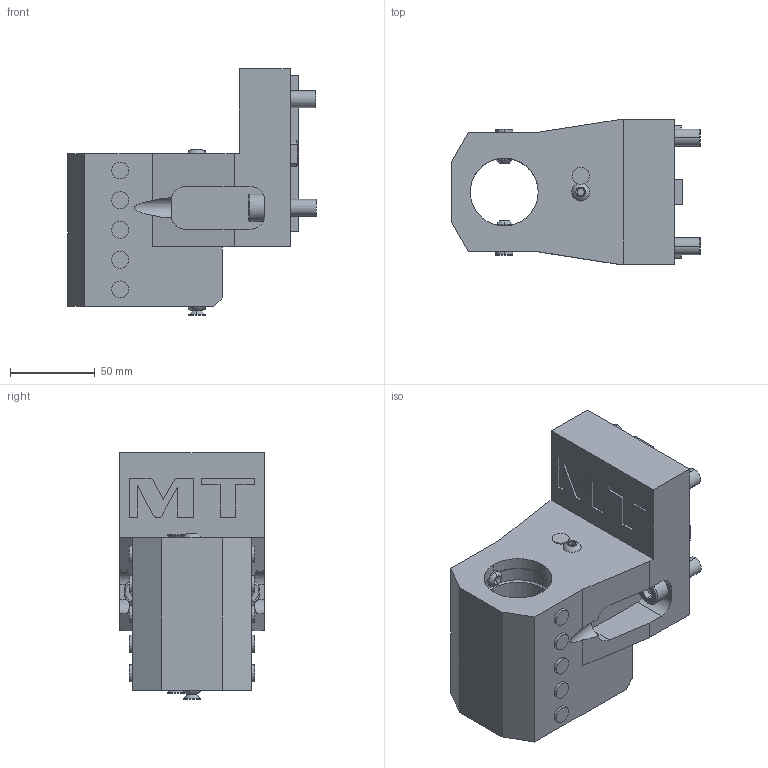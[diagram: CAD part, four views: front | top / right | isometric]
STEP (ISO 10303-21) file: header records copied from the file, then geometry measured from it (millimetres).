
FILE_DESCRIPTION((''),'2;1');
FILE_NAME('DWO2344000_CONF','2023-04-13T14:51:24',('gvalli'),('M.T. srl'),'CREO PARAMETRIC BY PTC INC, 2021072','CREO PARAMETRIC BY PTC INC, 2021072','');
FILE_SCHEMA(('CONFIG_CONTROL_DESIGN'));
Length unit declared in the file: millimetre
Products named in the file (1): DWO2344000_CONF
Bounding box: 146.5 x 85 x 145.3 mm (x, y, z)
Volume: 740355.8 mm3; surface area: 84759.9 mm2
Topology: 1 solids, 1 shells, 251 faces, 624 edges, 382 vertices
Faces by surface type: plane 89, cylinder 88, cone 62, torus 8, extrusion 2, sphere 2
Entity records: 8403 total; most frequent: CARTESIAN_POINT 2482, DIRECTION 1242, ORIENTED_EDGE 1200, EDGE_CURVE 600, AXIS2_PLACEMENT_3D 463, VERTEX_POINT 382, VECTOR 316, LINE 314
